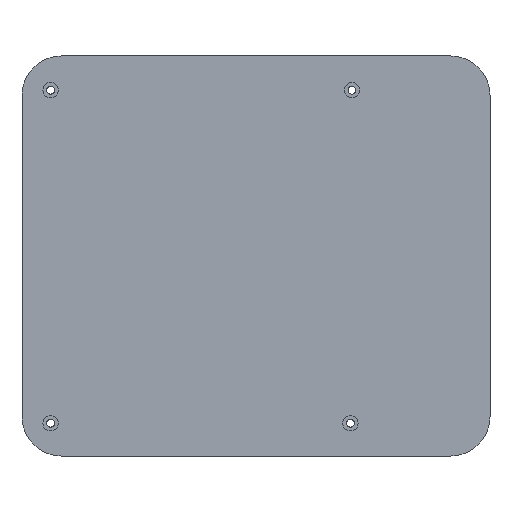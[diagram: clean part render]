
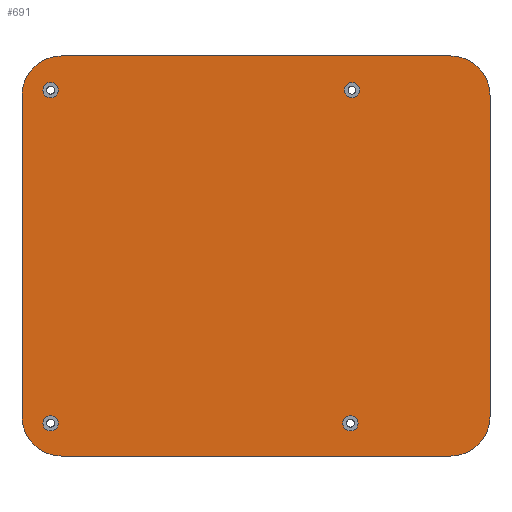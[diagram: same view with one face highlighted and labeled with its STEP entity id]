
A CAD part, front view. The second image highlights one B-rep face of the part: STEP entity #691.
In plain terms, the highlighted planar face has unit normal (0, -1, 0).
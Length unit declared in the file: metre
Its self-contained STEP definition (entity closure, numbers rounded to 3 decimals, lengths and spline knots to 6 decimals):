
#33=LINE('',#1030,#73);
#50=LINE('',#1066,#90);
#54=LINE('',#1075,#94);
#58=LINE('',#1084,#98);
#73=VECTOR('',#820,1.);
#90=VECTOR('',#841,1.);
#94=VECTOR('',#847,1.);
#98=VECTOR('',#853,1.);
#260=ORIENTED_EDGE('',*,*,#351,.F.);
#261=ORIENTED_EDGE('',*,*,#350,.F.);
#262=ORIENTED_EDGE('',*,*,#349,.F.);
#263=ORIENTED_EDGE('',*,*,#348,.F.);
#264=ORIENTED_EDGE('',*,*,#345,.T.);
#265=ORIENTED_EDGE('',*,*,#302,.T.);
#266=ORIENTED_EDGE('',*,*,#344,.T.);
#267=ORIENTED_EDGE('',*,*,#281,.F.);
#268=ORIENTED_EDGE('',*,*,#347,.T.);
#269=ORIENTED_EDGE('',*,*,#306,.F.);
#270=ORIENTED_EDGE('',*,*,#346,.T.);
#271=ORIENTED_EDGE('',*,*,#298,.T.);
#281=EDGE_CURVE('',#361,#362,#33,.T.);
#298=EDGE_CURVE('',#379,#378,#50,.T.);
#302=EDGE_CURVE('',#383,#382,#54,.T.);
#306=EDGE_CURVE('',#386,#387,#58,.T.);
#344=EDGE_CURVE('',#382,#362,#448,.T.);
#345=EDGE_CURVE('',#378,#383,#449,.T.);
#346=EDGE_CURVE('',#386,#379,#450,.T.);
#347=EDGE_CURVE('',#361,#387,#451,.T.);
#348=EDGE_CURVE('',#412,#412,#452,.T.);
#349=EDGE_CURVE('',#413,#413,#453,.T.);
#350=EDGE_CURVE('',#414,#414,#454,.T.);
#351=EDGE_CURVE('',#415,#415,#455,.T.);
#361=VERTEX_POINT('',#1029);
#362=VERTEX_POINT('',#1031);
#378=VERTEX_POINT('',#1065);
#379=VERTEX_POINT('',#1067);
#382=VERTEX_POINT('',#1074);
#383=VERTEX_POINT('',#1076);
#386=VERTEX_POINT('',#1083);
#387=VERTEX_POINT('',#1085);
#412=VERTEX_POINT('',#1185);
#413=VERTEX_POINT('',#1188);
#414=VERTEX_POINT('',#1191);
#415=VERTEX_POINT('',#1194);
#448=CIRCLE('',#771,0.009);
#449=CIRCLE('',#773,0.009);
#450=CIRCLE('',#775,0.009);
#451=CIRCLE('',#777,0.009);
#452=CIRCLE('',#783,0.00175);
#453=CIRCLE('',#785,0.00175);
#454=CIRCLE('',#787,0.00175);
#455=CIRCLE('',#789,0.00175);
#533=EDGE_LOOP('',(#260));
#534=EDGE_LOOP('',(#261));
#535=EDGE_LOOP('',(#262));
#536=EDGE_LOOP('',(#263));
#537=EDGE_LOOP('',(#264,#265,#266,#267,#268,#269,#270,#271));
#615=FACE_BOUND('',#533,.T.);
#616=FACE_BOUND('',#534,.T.);
#617=FACE_BOUND('',#535,.T.);
#618=FACE_BOUND('',#536,.T.);
#619=FACE_BOUND('',#537,.T.);
#645=PLANE('',#790);
#691=ADVANCED_FACE('',(#615,#616,#617,#618,#619),#645,.T.);
#771=AXIS2_PLACEMENT_3D('',#1172,#965,#966);
#773=AXIS2_PLACEMENT_3D('',#1174,#969,#970);
#775=AXIS2_PLACEMENT_3D('',#1176,#973,#974);
#777=AXIS2_PLACEMENT_3D('',#1178,#977,#978);
#783=AXIS2_PLACEMENT_3D('',#1184,#989,#990);
#785=AXIS2_PLACEMENT_3D('',#1187,#993,#994);
#787=AXIS2_PLACEMENT_3D('',#1190,#997,#998);
#789=AXIS2_PLACEMENT_3D('',#1193,#1001,#1002);
#790=AXIS2_PLACEMENT_3D('',#1195,#1003,#1004);
#820=DIRECTION('',(-1.,0.,0.));
#841=DIRECTION('',(-1.,0.,0.));
#847=DIRECTION('',(0.,0.,-1.));
#853=DIRECTION('',(0.,0.,-1.));
#965=DIRECTION('',(0.,-1.,0.));
#966=DIRECTION('',(-1.,0.,0.));
#969=DIRECTION('',(0.,-1.,0.));
#970=DIRECTION('',(-1.,0.,0.));
#973=DIRECTION('',(0.,-1.,0.));
#974=DIRECTION('',(-1.,0.,0.));
#977=DIRECTION('',(0.,-1.,0.));
#978=DIRECTION('',(-1.,0.,0.));
#989=DIRECTION('',(0.,-1.,0.));
#990=DIRECTION('',(-1.,0.,0.));
#993=DIRECTION('',(0.,-1.,0.));
#994=DIRECTION('',(-1.,0.,0.));
#997=DIRECTION('',(0.,-1.,0.));
#998=DIRECTION('',(-1.,0.,0.));
#1001=DIRECTION('',(0.,-1.,0.));
#1002=DIRECTION('',(-1.,0.,0.));
#1003=DIRECTION('',(0.,-1.,0.));
#1004=DIRECTION('',(1.,0.,0.));
#1029=CARTESIAN_POINT('',(0.1169,-0.01208,-0.10908));
#1030=CARTESIAN_POINT('',(0.02086,-0.01208,-0.10908));
#1031=CARTESIAN_POINT('',(0.02786,-0.01208,-0.10908));
#1065=CARTESIAN_POINT('',(0.02786,-0.01208,-0.01759));
#1066=CARTESIAN_POINT('',(0.07238,-0.01208,-0.01759));
#1067=CARTESIAN_POINT('',(0.1169,-0.01208,-0.01759));
#1074=CARTESIAN_POINT('',(0.01886,-0.01208,-0.10008));
#1075=CARTESIAN_POINT('',(0.01886,-0.01208,-0.065335));
#1076=CARTESIAN_POINT('',(0.01886,-0.01208,-0.02659));
#1083=CARTESIAN_POINT('',(0.1259,-0.01208,-0.02659));
#1084=CARTESIAN_POINT('',(0.1259,-0.01208,-0.10708));
#1085=CARTESIAN_POINT('',(0.1259,-0.01208,-0.10008));
#1172=CARTESIAN_POINT('',(0.02786,-0.01208,-0.10008));
#1174=CARTESIAN_POINT('',(0.02786,-0.01208,-0.02659));
#1176=CARTESIAN_POINT('',(0.1169,-0.01208,-0.02659));
#1178=CARTESIAN_POINT('',(0.1169,-0.01208,-0.10008));
#1184=CARTESIAN_POINT('',(0.094323,-0.01208,-0.0254));
#1185=CARTESIAN_POINT('',(0.092573,-0.01208,-0.0254));
#1187=CARTESIAN_POINT('',(0.0254,-0.01208,-0.0254));
#1188=CARTESIAN_POINT('',(0.02365,-0.01208,-0.0254));
#1190=CARTESIAN_POINT('',(0.0254,-0.01208,-0.1016));
#1191=CARTESIAN_POINT('',(0.02365,-0.01208,-0.1016));
#1193=CARTESIAN_POINT('',(0.09398,-0.01208,-0.1016));
#1194=CARTESIAN_POINT('',(0.09223,-0.01208,-0.1016));
#1195=CARTESIAN_POINT('',(0.07238,-0.01208,-0.063335));
